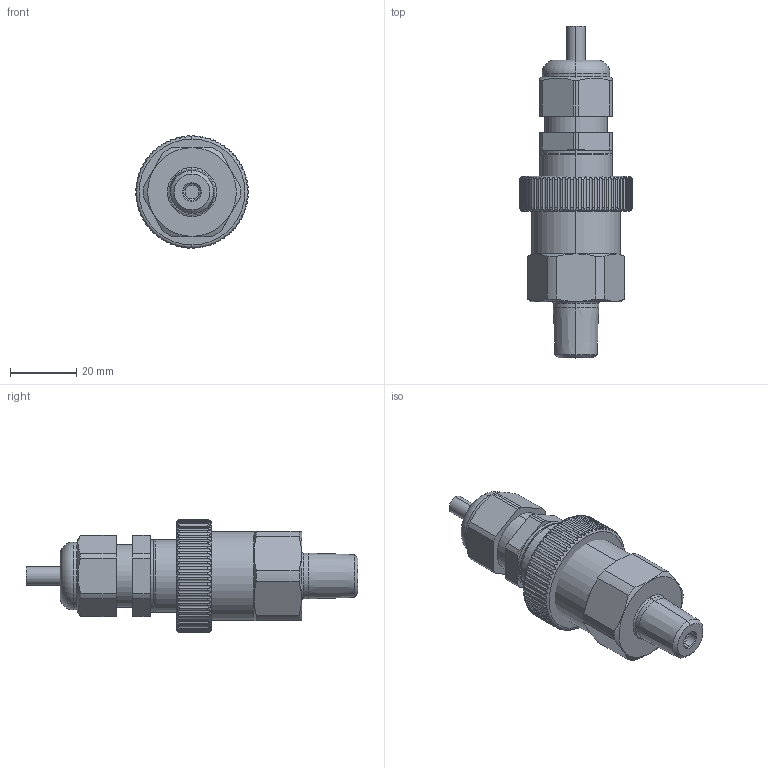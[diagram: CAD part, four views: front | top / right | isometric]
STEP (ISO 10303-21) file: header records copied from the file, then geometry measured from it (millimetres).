
FILE_DESCRIPTION (( 'STEP AP214' ), '1' );
FILE_NAME ('847X.XX.XX.30.22_68.STEP', '2017-06-26T12:19:35', ( 'upgadmin' ), ( 'Hewlett-Packard Company' ), 'SwSTEP 2.0', 'SolidWorks 2016', '' );
FILE_SCHEMA (( 'AUTOMOTIVE_DESIGN' ));
Length unit declared in the file: millimetre
Products named in the file (7): ﾜ-Mutter; C26010_defeatured; 847X.XX.XX.30.22_68; KabelBG; ﾜ-Mutter_E01220
Assembly tree (3 placements, depth 2):
  ﾜ-Mutter
  C26010_defeatured
  847X.XX.XX.30.22_68
    C26010_defeatured
    ﾜ-Mutter_E01220
    KabelBG
  KabelBG
Bounding box: 33.99 x 100.35 x 34 mm (x, y, z)
Volume: 42471.9 mm3; surface area: 12613.2 mm2
Topology: 3 solids, 3 shells, 291 faces, 791 edges, 516 vertices
Faces by surface type: cylinder 205, plane 48, cone 24, torus 14
Entity records: 11506 total; most frequent: CARTESIAN_POINT 4101, ORIENTED_EDGE 1582, DIRECTION 1463, EDGE_CURVE 791, AXIS2_PLACEMENT_3D 590, VERTEX_POINT 516, EDGE_LOOP 303, CIRCLE 292
